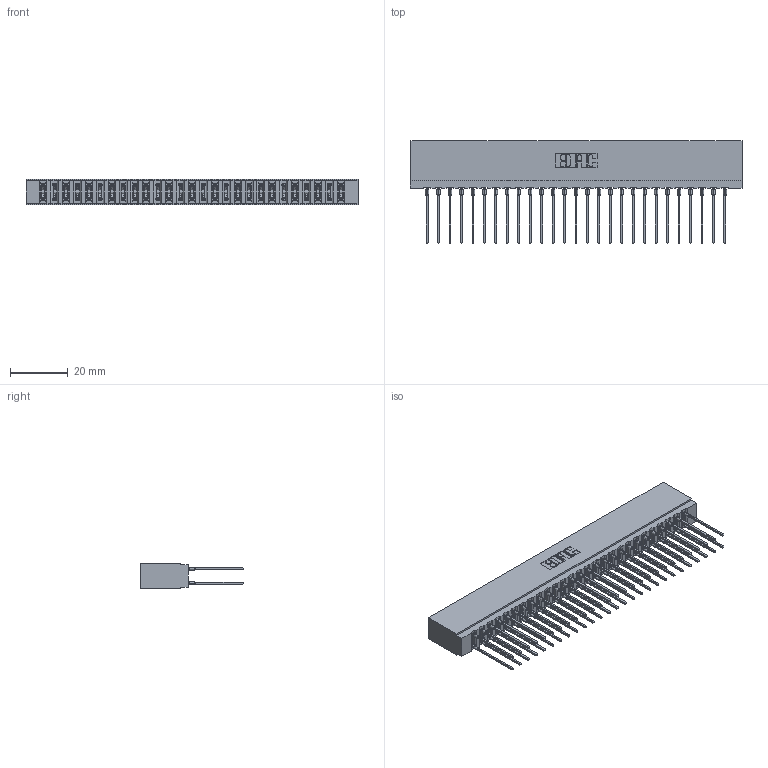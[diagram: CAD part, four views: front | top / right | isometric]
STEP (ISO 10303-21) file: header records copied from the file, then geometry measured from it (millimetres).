
FILE_DESCRIPTION (( 'STEP AP203' ), '1' );
FILE_NAME ('737-054-541-201.STEP', '2026-03-05T23:55:58', ( '' ), ( '' ), 'SwSTEP 2.0', 'SolidWorks 2023', '' );
FILE_SCHEMA (( 'CONFIG_CONTROL_DESIGN' ));
Length unit declared in the file: millimetre
Products named in the file (3): 745-292-001_541; 737 Part_Insulator Option - 01; 737-054-541-201
Assembly tree (55 placements, depth 2):
  737-054-541-201
    737 Part_Insulator Option - 01
    745-292-001_541  x54
Bounding box: 114.86 x 35.45 x 8.89 mm (x, y, z)
Volume: 11651.1 mm3; surface area: 18179.8 mm2
Topology: 55 solids, 55 shells, 4954 faces, 13323 edges, 8378 vertices
Faces by surface type: plane 2565, bspline 1080, cylinder 985, torus 324
Entity records: 48361 total; most frequent: CARTESIAN_POINT 8903, ORIENTED_EDGE 8308, DIRECTION 7264, EDGE_CURVE 4154, VECTOR 3810, LINE 3810, VERTEX_POINT 2654, AXIS2_PLACEMENT_3D 1727
